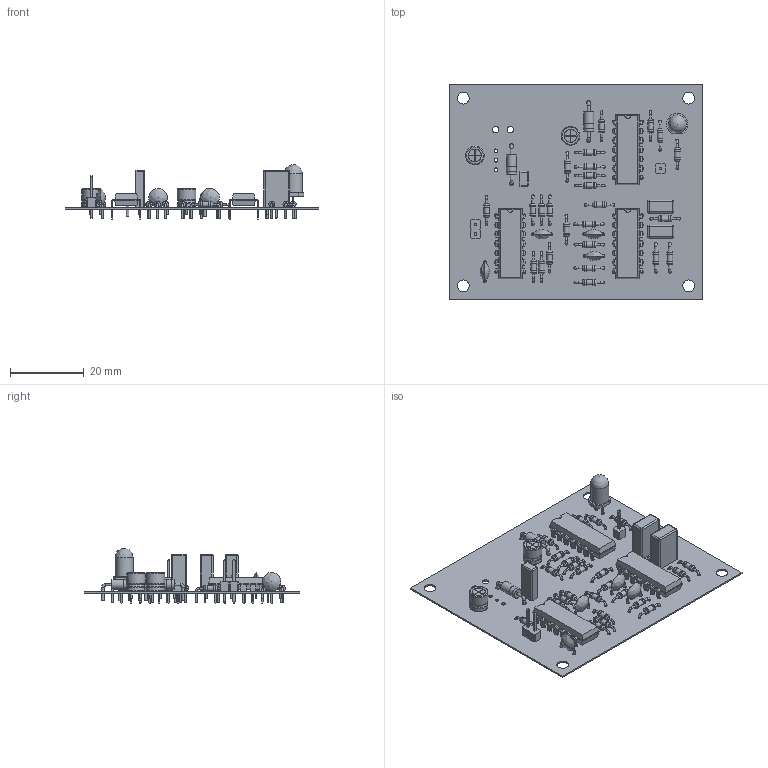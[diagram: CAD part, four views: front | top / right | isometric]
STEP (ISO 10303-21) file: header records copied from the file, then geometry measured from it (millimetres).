
FILE_DESCRIPTION(('KiCad electronic assembly'),'2;1');
FILE_NAME('beacondetector-v2.step','2022-06-02T14:48:50',('Pcbnew'),( 'Kicad'),'Open CASCADE STEP processor 7.6','KiCad to STEP converter' ,'Unknown');
FILE_SCHEMA(('AUTOMOTIVE_DESIGN { 1 0 10303 214 1 1 1 1 }'));
Length unit declared in the file: millimetre
Products named in the file (22): beacondetector-v2 1; DIP-14_W7.62mm; SOLID; C_Rect_L7.0mm_W3.5mm_P5.00mm; R_Axial_DIN0204_L3.6mm_D1.6mm_P7.62mm_Horizontal; D_DO-41_SOD81_P10.16mm_Horizontal; CP_Radial_D5.0mm_P2.50mm; C_Disc_D5.0mm_W2.5mm_P5.00mm; PinHeader_1x02_P2.54mm_Vertical; C_Rect_L4.0mm_W2.5mm_P2.50mm; LED_D5.0mm; PinHeader_1x01_P2.54mm_Vertical; beacondetector-v2 PCB
Assembly tree (53 placements, depth 3):
  beacondetector-v2 1
    DIP-14_W7.62mm  x3
      SOLID
    C_Rect_L7.0mm_W3.5mm_P5.00mm  x2
      SOLID
    R_Axial_DIN0204_L3.6mm_D1.6mm_P7.62mm_Horizontal  x25
      SOLID
    D_DO-41_SOD81_P10.16mm_Horizontal  x2
      SOLID
    CP_Radial_D5.0mm_P2.50mm  x2
      SOLID
    C_Disc_D5.0mm_W2.5mm_P5.00mm  x4
      SOLID
    PinHeader_1x02_P2.54mm_Vertical
      SOLID
    C_Rect_L4.0mm_W2.5mm_P2.50mm
      SOLID
    LED_D5.0mm
      SOLID
    PinHeader_1x01_P2.54mm_Vertical
      SOLID
    beacondetector-v2 PCB
Bounding box: 68.58 x 58.42 x 14.9 mm (x, y, z)
Volume: 4114.3 mm3; surface area: 12399.3 mm2
Topology: 43 solids, 45 shells, 1639 faces, 3840 edges, 2397 vertices
Faces by surface type: bspline 1505, cylinder 128, plane 6
Full cylindrical faces by diameter (mm): 0.7 x50, 0.8 x60, 0.9 x2, 1 x6, 1.1 x4, 1.7 x2, 3.2 x4
Entity records: 42981 total; most frequent: CARTESIAN_POINT 15121, B_SPLINE_CURVE_WITH_KNOTS 3183, ORIENTED_EDGE 3132, PCURVE 3132, DEFINITIONAL_REPRESENTATION 3132, DIRECTION 1820, EDGE_CURVE 1566, SURFACE_CURVE 1402
